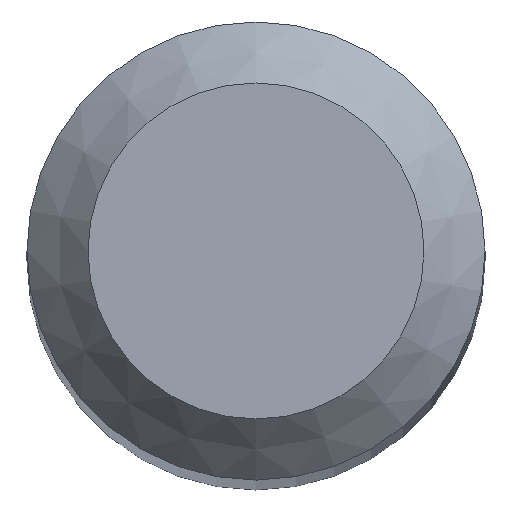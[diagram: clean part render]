
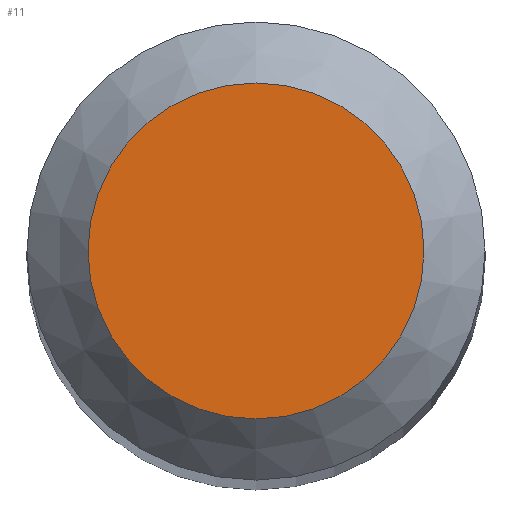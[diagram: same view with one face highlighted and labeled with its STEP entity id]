
A CAD part, top view. The second image highlights one B-rep face of the part: STEP entity #11.
In plain terms, the highlighted planar face has unit normal (0, 0, 1).
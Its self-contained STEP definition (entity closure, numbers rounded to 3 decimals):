
#11 = ADVANCED_FACE ( 'NONE', ( #182 ), #26, .F. ) ;
#26 = PLANE ( 'NONE',  #178 ) ;
#62 = CIRCLE ( 'NONE', #214, 0.55 ) ;
#65 = VERTEX_POINT ( 'NONE', #85 ) ;
#75 = CARTESIAN_POINT ( 'NONE',  ( 0., 0., 30. ) ) ;
#85 = CARTESIAN_POINT ( 'NONE',  ( 0., 0.55, 30. ) ) ;
#91 = DIRECTION ( 'NONE',  ( 0., 1., 0. ) ) ;
#112 = EDGE_CURVE ( 'NONE', #65, #65, #62, .T. ) ;
#162 = ORIENTED_EDGE ( 'NONE', *, *, #112, .F. ) ;
#164 = DIRECTION ( 'NONE',  ( 0., 1., 0. ) ) ;
#169 = CARTESIAN_POINT ( 'NONE',  ( 0., 0., 30. ) ) ;
#178 = AXIS2_PLACEMENT_3D ( 'NONE', #169, #211, #164 ) ;
#182 = FACE_OUTER_BOUND ( 'NONE', #216, .T. ) ;
#211 = DIRECTION ( 'NONE',  ( 0., 0., -1. ) ) ;
#214 = AXIS2_PLACEMENT_3D ( 'NONE', #75, #215, #91 ) ;
#215 = DIRECTION ( 'NONE',  ( 0., 0., -1. ) ) ;
#216 = EDGE_LOOP ( 'NONE', ( #162 ) ) ;
